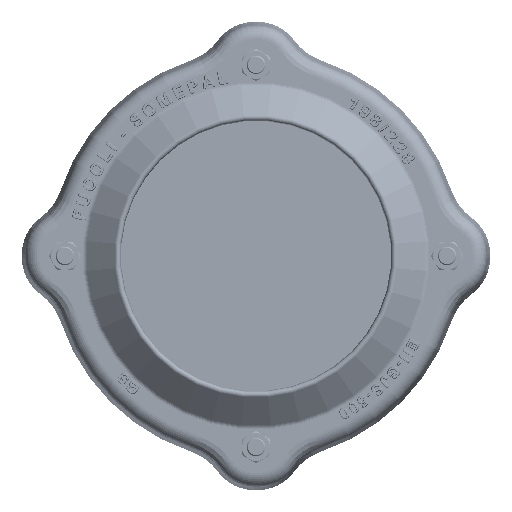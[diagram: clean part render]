
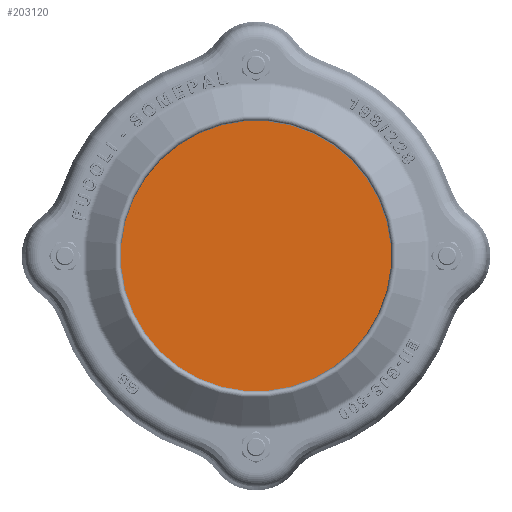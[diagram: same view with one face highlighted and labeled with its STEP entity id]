
A CAD part, left-side view. The second image highlights one B-rep face of the part: STEP entity #203120.
In plain terms, the highlighted planar face has unit normal (-1, 0, 0).
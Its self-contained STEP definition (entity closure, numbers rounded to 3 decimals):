
#6391 = EDGE_LOOP ( 'NONE', ( #336025, #318754 ) ) ;
#29878 = CIRCLE ( 'NONE', #254832, 116. ) ;
#32996 = CARTESIAN_POINT ( 'NONE',  ( -159.296, 0., 0. ) ) ;
#33242 = EDGE_CURVE ( 'NONE', #266317, #320588, #301838, .T. ) ;
#78066 = DIRECTION ( 'NONE',  ( 0., 0., -1. ) ) ;
#92168 = AXIS2_PLACEMENT_3D ( 'NONE', #103066, #130403, #78066 ) ;
#103066 = CARTESIAN_POINT ( 'NONE',  ( -159.296, 0., 0. ) ) ;
#112638 = DIRECTION ( 'NONE',  ( 0., 0., -1. ) ) ;
#128647 = DIRECTION ( 'NONE',  ( 0., 0., -1. ) ) ;
#130403 = DIRECTION ( 'NONE',  ( 1., 0., 0. ) ) ;
#150376 = EDGE_CURVE ( 'NONE', #320588, #266317, #29878, .T. ) ;
#153335 = CARTESIAN_POINT ( 'NONE',  ( -159.296, 82.024, 82.024 ) ) ;
#170890 = DIRECTION ( 'NONE',  ( -1., 0., 0. ) ) ;
#183978 = PLANE ( 'NONE',  #92168 ) ;
#193423 = CARTESIAN_POINT ( 'NONE',  ( -159.296, -82.024, -82.024 ) ) ;
#203120 = ADVANCED_FACE ( 'NONE', ( #251660 ), #183978, .F. ) ;
#224128 = AXIS2_PLACEMENT_3D ( 'NONE', #32996, #170890, #112638 ) ;
#251660 = FACE_OUTER_BOUND ( 'NONE', #6391, .T. ) ;
#254832 = AXIS2_PLACEMENT_3D ( 'NONE', #314269, #343913, #128647 ) ;
#266317 = VERTEX_POINT ( 'NONE', #193423 ) ;
#301838 = CIRCLE ( 'NONE', #224128, 116. ) ;
#314269 = CARTESIAN_POINT ( 'NONE',  ( -159.296, 0., 0. ) ) ;
#318754 = ORIENTED_EDGE ( 'NONE', *, *, #150376, .T. ) ;
#320588 = VERTEX_POINT ( 'NONE', #153335 ) ;
#336025 = ORIENTED_EDGE ( 'NONE', *, *, #33242, .T. ) ;
#343913 = DIRECTION ( 'NONE',  ( -1., 0., 0. ) ) ;
